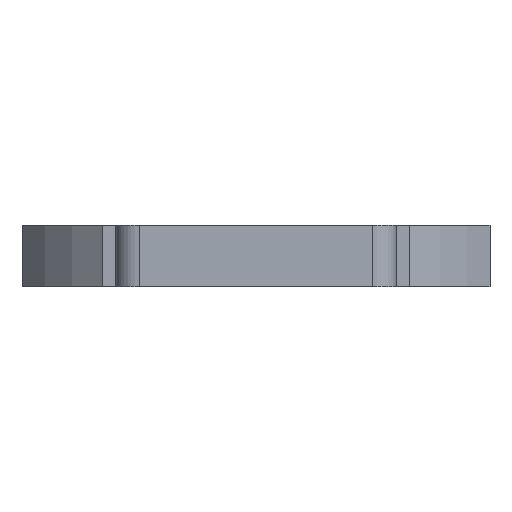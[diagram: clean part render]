
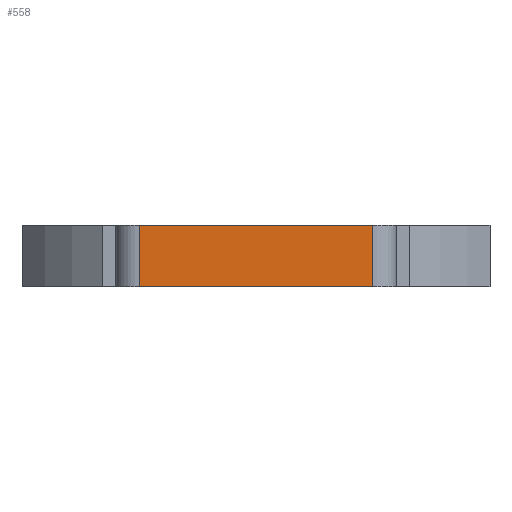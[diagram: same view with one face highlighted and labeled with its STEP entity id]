
A CAD part, left-side view. The second image highlights one B-rep face of the part: STEP entity #558.
In plain terms, the highlighted planar face has unit normal (-1, 0, 0).
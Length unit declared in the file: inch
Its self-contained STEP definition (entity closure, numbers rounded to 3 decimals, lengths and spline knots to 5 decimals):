
#37=PLANE('',#625);
#52=FACE_OUTER_BOUND('',#89,.T.);
#89=EDGE_LOOP('',(#418,#419,#420,#421));
#131=LINE('',#845,#176);
#133=LINE('',#851,#178);
#145=LINE('',#905,#190);
#146=LINE('',#906,#191);
#176=VECTOR('',#674,0.3937);
#178=VECTOR('',#680,0.3937);
#190=VECTOR('',#724,0.3937);
#191=VECTOR('',#725,0.3937);
#254=VERTEX_POINT('',#842);
#255=VERTEX_POINT('',#844);
#257=VERTEX_POINT('',#850);
#283=VERTEX_POINT('',#904);
#310=EDGE_CURVE('',#254,#255,#131,.T.);
#313=EDGE_CURVE('',#257,#255,#133,.T.);
#340=EDGE_CURVE('',#283,#254,#145,.T.);
#341=EDGE_CURVE('',#257,#283,#146,.T.);
#418=ORIENTED_EDGE('',*,*,#310,.F.);
#419=ORIENTED_EDGE('',*,*,#340,.F.);
#420=ORIENTED_EDGE('',*,*,#341,.F.);
#421=ORIENTED_EDGE('',*,*,#313,.T.);
#558=ADVANCED_FACE('',(#52),#37,.T.);
#625=AXIS2_PLACEMENT_3D('',#903,#722,#723);
#674=DIRECTION('',(0.,0.,-1.));
#680=DIRECTION('',(0.,-1.,0.));
#722=DIRECTION('center_axis',(-1.,0.,0.));
#723=DIRECTION('ref_axis',(0.,-1.,0.));
#724=DIRECTION('',(0.,-1.,0.));
#725=DIRECTION('',(0.,0.,1.));
#842=CARTESIAN_POINT('',(-2.02821,-4.87653,0.22047));
#844=CARTESIAN_POINT('',(-2.02821,-4.87653,0.));
#845=CARTESIAN_POINT('',(-2.02821,-4.87653,0.));
#850=CARTESIAN_POINT('',(-2.02821,-4.04253,0.));
#851=CARTESIAN_POINT('',(-2.02821,-3.95953,0.));
#903=CARTESIAN_POINT('Origin',(-2.02821,-3.95953,0.));
#904=CARTESIAN_POINT('',(-2.02821,-4.04253,0.22047));
#905=CARTESIAN_POINT('',(-2.02821,-3.95953,0.22047));
#906=CARTESIAN_POINT('',(-2.02821,-4.04253,0.));
